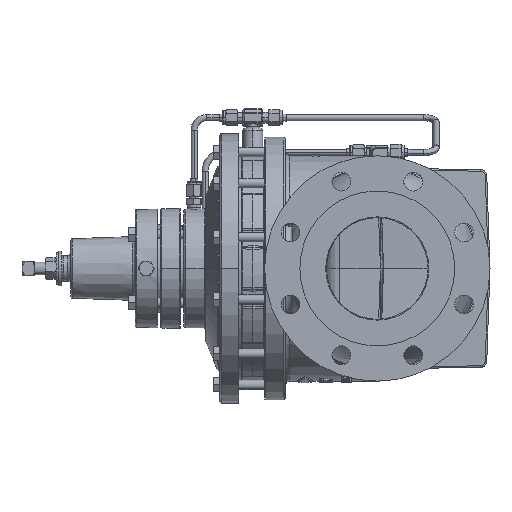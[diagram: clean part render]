
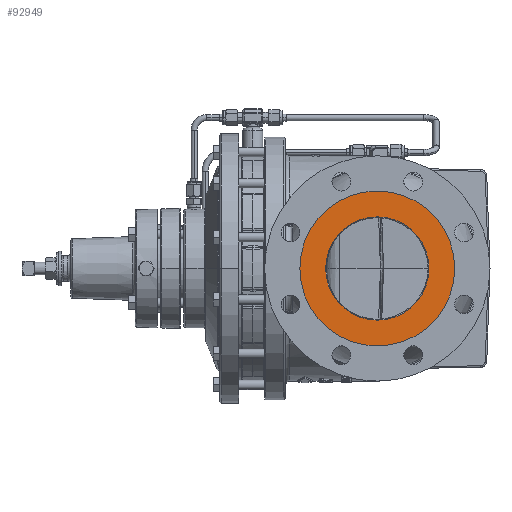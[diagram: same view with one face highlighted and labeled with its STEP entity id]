
A CAD part, left-side view. The second image highlights one B-rep face of the part: STEP entity #92949.
In plain terms, the highlighted planar face has unit normal (-1, 0, 0).
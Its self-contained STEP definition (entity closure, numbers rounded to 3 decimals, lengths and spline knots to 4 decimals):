
#2209 = DIRECTION ( 'NONE',  ( 0., 0., 1. ) ) ;
#6469 = CIRCLE ( 'NONE', #39313, 2.062 ) ;
#10160 = DIRECTION ( 'NONE',  ( 0., 0., 1. ) ) ;
#10833 = EDGE_CURVE ( 'NONE', #118274, #68041, #163089, .T. ) ;
#17533 = FACE_OUTER_BOUND ( 'NONE', #37240, .T. ) ;
#20612 = CARTESIAN_POINT ( 'NONE',  ( -7.5313, 0., 0. ) ) ;
#34036 = DIRECTION ( 'NONE',  ( 0., 0., 1. ) ) ;
#37240 = EDGE_LOOP ( 'NONE', ( #93622, #74739 ) ) ;
#37914 = CARTESIAN_POINT ( 'NONE',  ( -7.5313, 3.0935, 0. ) ) ;
#39313 = AXIS2_PLACEMENT_3D ( 'NONE', #169399, #89888, #10160 ) ;
#40154 = EDGE_CURVE ( 'NONE', #68041, #118274, #6469, .T. ) ;
#45501 = CIRCLE ( 'NONE', #48128, 3.0935 ) ;
#46009 = AXIS2_PLACEMENT_3D ( 'NONE', #161466, #81892, #2209 ) ;
#48128 = AXIS2_PLACEMENT_3D ( 'NONE', #20612, #113683, #34036 ) ;
#54007 = CARTESIAN_POINT ( 'NONE',  ( -7.5313, 0., 2.062 ) ) ;
#62271 = CARTESIAN_POINT ( 'NONE',  ( -7.5313, 0., 3.0935 ) ) ;
#68041 = VERTEX_POINT ( 'NONE', #54007 ) ;
#72560 = DIRECTION ( 'NONE',  ( 1., 0., 0. ) ) ;
#74739 = ORIENTED_EDGE ( 'NONE', *, *, #98020, .T. ) ;
#78048 = DIRECTION ( 'NONE',  ( -1., 0., 0. ) ) ;
#81892 = DIRECTION ( 'NONE',  ( -1., 0., 0. ) ) ;
#86868 = CARTESIAN_POINT ( 'NONE',  ( -7.5313, 0., -3.0935 ) ) ;
#87796 = AXIS2_PLACEMENT_3D ( 'NONE', #113934, #72560, #165481 ) ;
#88393 = FACE_BOUND ( 'NONE', #98437, .T. ) ;
#89888 = DIRECTION ( 'NONE',  ( 1., 0., 0. ) ) ;
#92949 = ADVANCED_FACE ( 'NONE', ( #88393, #17533 ), #104237, .T. ) ;
#93622 = ORIENTED_EDGE ( 'NONE', *, *, #139008, .T. ) ;
#98020 = EDGE_CURVE ( 'NONE', #125112, #120756, #158284, .T. ) ;
#98437 = EDGE_LOOP ( 'NONE', ( #165780, #150277 ) ) ;
#104237 = PLANE ( 'NONE',  #140280 ) ;
#108164 = CARTESIAN_POINT ( 'NONE',  ( -7.5313, 0., -2.062 ) ) ;
#113683 = DIRECTION ( 'NONE',  ( -1., 0., 0. ) ) ;
#113934 = CARTESIAN_POINT ( 'NONE',  ( -7.5313, 0., 0. ) ) ;
#118274 = VERTEX_POINT ( 'NONE', #108164 ) ;
#120756 = VERTEX_POINT ( 'NONE', #62271 ) ;
#125112 = VERTEX_POINT ( 'NONE', #86868 ) ;
#139008 = EDGE_CURVE ( 'NONE', #120756, #125112, #45501, .T. ) ;
#140280 = AXIS2_PLACEMENT_3D ( 'NONE', #37914, #78048, #170958 ) ;
#150277 = ORIENTED_EDGE ( 'NONE', *, *, #10833, .T. ) ;
#158284 = CIRCLE ( 'NONE', #46009, 3.0935 ) ;
#161466 = CARTESIAN_POINT ( 'NONE',  ( -7.5313, 0., 0. ) ) ;
#163089 = CIRCLE ( 'NONE', #87796, 2.062 ) ;
#165481 = DIRECTION ( 'NONE',  ( 0., 0., 1. ) ) ;
#165780 = ORIENTED_EDGE ( 'NONE', *, *, #40154, .T. ) ;
#169399 = CARTESIAN_POINT ( 'NONE',  ( -7.5313, 0., 0. ) ) ;
#170958 = DIRECTION ( 'NONE',  ( 0., 0., 1. ) ) ;
